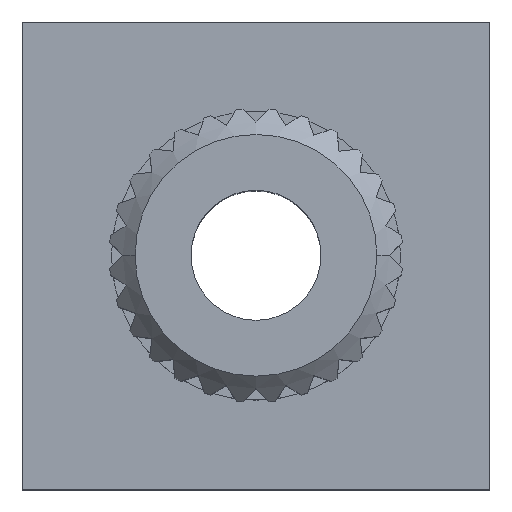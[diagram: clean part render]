
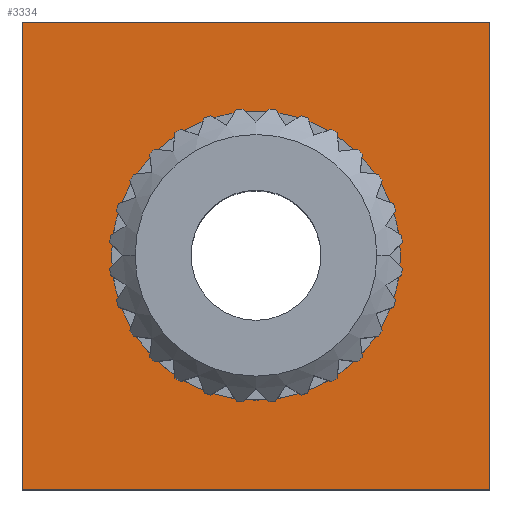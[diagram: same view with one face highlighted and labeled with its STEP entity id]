
A CAD part, top view. The second image highlights one B-rep face of the part: STEP entity #3334.
In plain terms, the highlighted planar face has unit normal (0, 0, 1).
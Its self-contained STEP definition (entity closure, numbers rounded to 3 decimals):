
#112 = EDGE_CURVE ( 'NONE', #193, #3608, #3626, .T. ) ;
#175 = PLANE ( 'NONE',  #2416 ) ;
#193 = VERTEX_POINT ( 'NONE', #3525 ) ;
#340 = EDGE_LOOP ( 'NONE', ( #5298, #3143, #4961, #5322 ) ) ;
#500 = CARTESIAN_POINT ( 'NONE',  ( 2.775, 0., 2. ) ) ;
#608 = FACE_BOUND ( 'NONE', #1215, .T. ) ;
#735 = VERTEX_POINT ( 'NONE', #3034 ) ;
#788 = CARTESIAN_POINT ( 'NONE',  ( 4.5, -4.5, 2. ) ) ;
#1173 = CARTESIAN_POINT ( 'NONE',  ( 4.5, 4.5, 2. ) ) ;
#1215 = EDGE_LOOP ( 'NONE', ( #1524, #3828 ) ) ;
#1260 = CARTESIAN_POINT ( 'NONE',  ( -4.5, -4.5, 2. ) ) ;
#1311 = EDGE_CURVE ( 'NONE', #4209, #2946, #2611, .T. ) ;
#1332 = DIRECTION ( 'NONE',  ( 1., 0., 0. ) ) ;
#1432 = VECTOR ( 'NONE', #4139, 1000. ) ;
#1472 = CARTESIAN_POINT ( 'NONE',  ( -4.5, 4.5, 2. ) ) ;
#1524 = ORIENTED_EDGE ( 'NONE', *, *, #1551, .F. ) ;
#1551 = EDGE_CURVE ( 'NONE', #2946, #4209, #5184, .T. ) ;
#2143 = FACE_OUTER_BOUND ( 'NONE', #340, .T. ) ;
#2148 = VECTOR ( 'NONE', #2517, 1000. ) ;
#2416 = AXIS2_PLACEMENT_3D ( 'NONE', #4564, #2466, #4611 ) ;
#2466 = DIRECTION ( 'NONE',  ( 0., 0., 1. ) ) ;
#2517 = DIRECTION ( 'NONE',  ( 0., 1., 0. ) ) ;
#2611 = CIRCLE ( 'NONE', #5193, 2.775 ) ;
#2663 = DIRECTION ( 'NONE',  ( 0., 0., 1. ) ) ;
#2802 = EDGE_CURVE ( 'NONE', #735, #5038, #5705, .T. ) ;
#2946 = VERTEX_POINT ( 'NONE', #3503 ) ;
#3034 = CARTESIAN_POINT ( 'NONE',  ( 4.5, 4.5, 2. ) ) ;
#3085 = VECTOR ( 'NONE', #4316, 1000. ) ;
#3143 = ORIENTED_EDGE ( 'NONE', *, *, #2802, .T. ) ;
#3202 = CARTESIAN_POINT ( 'NONE',  ( -4.5, 4.5, 2. ) ) ;
#3233 = DIRECTION ( 'NONE',  ( 1., 0., 0. ) ) ;
#3334 = ADVANCED_FACE ( 'NONE', ( #2143, #608 ), #175, .T. ) ;
#3423 = EDGE_CURVE ( 'NONE', #3608, #735, #3468, .T. ) ;
#3468 = LINE ( 'NONE', #1173, #2148 ) ;
#3503 = CARTESIAN_POINT ( 'NONE',  ( -2.775, 0., 2. ) ) ;
#3525 = CARTESIAN_POINT ( 'NONE',  ( -4.5, -4.5, 2. ) ) ;
#3608 = VERTEX_POINT ( 'NONE', #788 ) ;
#3626 = LINE ( 'NONE', #1260, #3085 ) ;
#3673 = CARTESIAN_POINT ( 'NONE',  ( 0., 0., 2. ) ) ;
#3762 = LINE ( 'NONE', #1472, #5669 ) ;
#3828 = ORIENTED_EDGE ( 'NONE', *, *, #1311, .F. ) ;
#3979 = CARTESIAN_POINT ( 'NONE',  ( 0., 0., 2. ) ) ;
#4139 = DIRECTION ( 'NONE',  ( -1., 0., 0. ) ) ;
#4209 = VERTEX_POINT ( 'NONE', #500 ) ;
#4316 = DIRECTION ( 'NONE',  ( 1., 0., 0. ) ) ;
#4564 = CARTESIAN_POINT ( 'NONE',  ( 0., 0., 2. ) ) ;
#4570 = DIRECTION ( 'NONE',  ( 0., -1., 0. ) ) ;
#4611 = DIRECTION ( 'NONE',  ( 1., 0., 0. ) ) ;
#4860 = EDGE_CURVE ( 'NONE', #5038, #193, #3762, .T. ) ;
#4961 = ORIENTED_EDGE ( 'NONE', *, *, #4860, .T. ) ;
#4969 = AXIS2_PLACEMENT_3D ( 'NONE', #3979, #2663, #1332 ) ;
#5026 = CARTESIAN_POINT ( 'NONE',  ( -4.5, 4.5, 2. ) ) ;
#5038 = VERTEX_POINT ( 'NONE', #5026 ) ;
#5184 = CIRCLE ( 'NONE', #4969, 2.775 ) ;
#5193 = AXIS2_PLACEMENT_3D ( 'NONE', #3673, #5432, #3233 ) ;
#5298 = ORIENTED_EDGE ( 'NONE', *, *, #3423, .T. ) ;
#5322 = ORIENTED_EDGE ( 'NONE', *, *, #112, .T. ) ;
#5432 = DIRECTION ( 'NONE',  ( 0., 0., 1. ) ) ;
#5669 = VECTOR ( 'NONE', #4570, 1000. ) ;
#5705 = LINE ( 'NONE', #3202, #1432 ) ;
